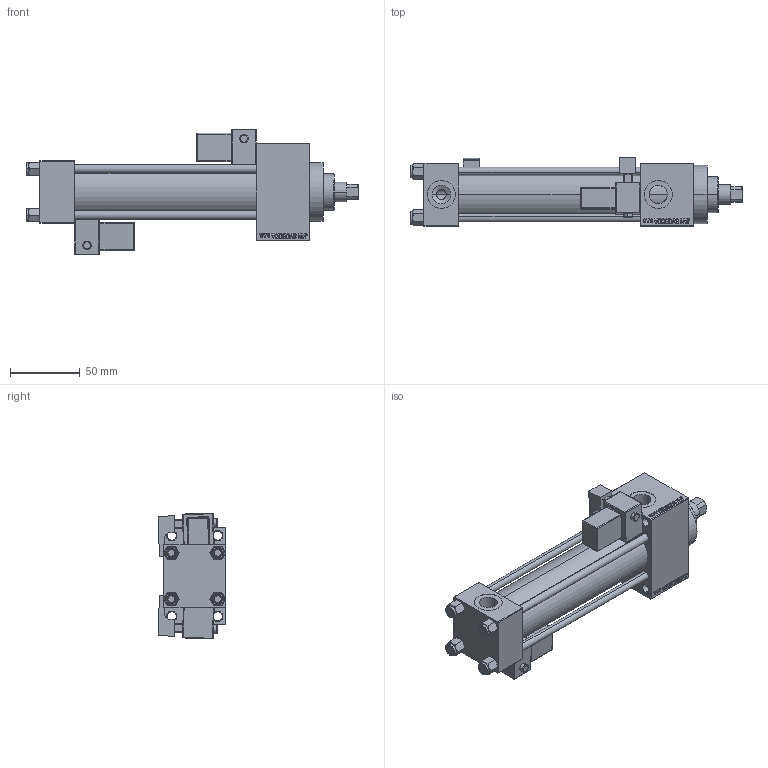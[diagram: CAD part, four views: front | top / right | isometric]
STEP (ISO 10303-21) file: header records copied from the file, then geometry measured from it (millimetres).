
FILE_DESCRIPTION (( 'STEP AP203' ), '1' );
FILE_NAME ('ee76.STEP', '2023-08-23T15:47:44', ( '' ), ( '' ), 'SwSTEP 2.0', 'SolidWorks 2019', '' );
FILE_SCHEMA (( 'CONFIG_CONTROL_DESIGN' ));
Length unit declared in the file: millimetre
Products named in the file (7): NUT_M5_D 5088aa1fbcab7bccc0ffd4c0c6f16fb9; V215CR_D_TYCINKA 5088aa1fbcab7bccc0ffd4c0c6f16fb9; V215CR_D_Body 5088aa1fbcab7bccc0ffd4c0c6f16fb9; ee76; V215CR_MSU 5088aa1fbcab7bccc0ffd4c0c6f16fb9; V215CR_VCP_D 5088aa1fbcab7bccc0ffd4c0c6f16fb9; V215_VC_A 5088aa1fbcab7bccc0ffd4c0c6f16fb9
Assembly tree (13 placements, depth 2):
  ee76
    V215CR_D_Body 5088aa1fbcab7bccc0ffd4c0c6f16fb9
    V215CR_VCP_D 5088aa1fbcab7bccc0ffd4c0c6f16fb9
    NUT_M5_D 5088aa1fbcab7bccc0ffd4c0c6f16fb9  x4
    V215CR_D_TYCINKA 5088aa1fbcab7bccc0ffd4c0c6f16fb9  x4
    V215_VC_A 5088aa1fbcab7bccc0ffd4c0c6f16fb9
    V215CR_MSU 5088aa1fbcab7bccc0ffd4c0c6f16fb9  x2
Bounding box: 238 x 48.72 x 90.31 mm (x, y, z)
Volume: 318736.9 mm3; surface area: 114532.1 mm2
Topology: 13 solids, 13 shells, 1260 faces, 3116 edges, 1977 vertices
Faces by surface type: plane 558, bspline 368, cylinder 148, cone 142, sphere 24, torus 20
Entity records: 49420 total; most frequent: CARTESIAN_POINT 25410, ORIENTED_EDGE 5330, DIRECTION 3587, EDGE_CURVE 2665, VERTEX_POINT 1733, LINE 1607, VECTOR 1607, EDGE_LOOP 1196
